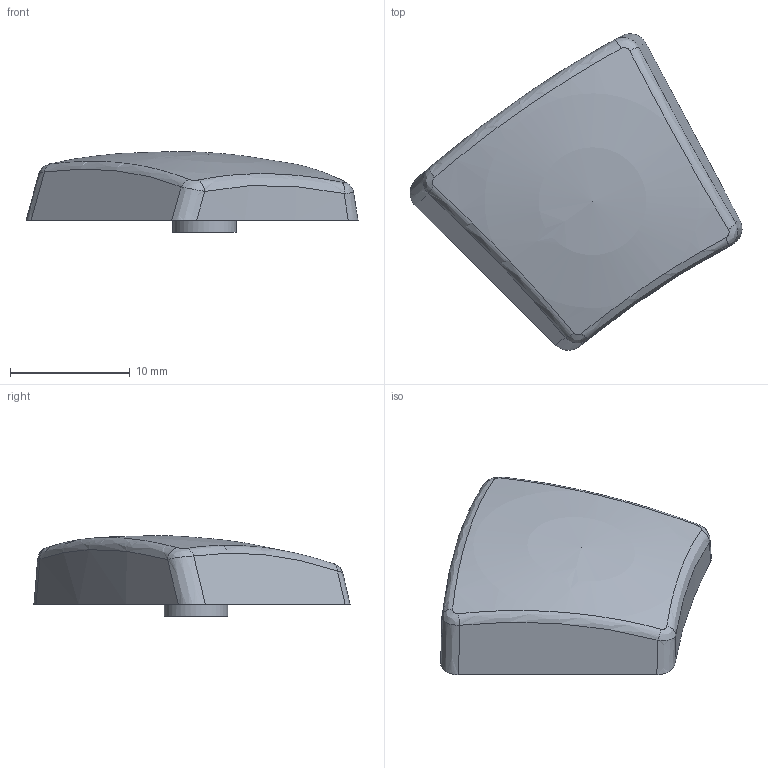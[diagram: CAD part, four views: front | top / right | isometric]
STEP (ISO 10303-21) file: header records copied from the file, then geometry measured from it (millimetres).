
FILE_DESCRIPTION(('HOOPS Exchange Step'),'2;1');
FILE_NAME('temp_export','2024-09-23T19:56:33+02:00',('anaumann'),('Shapr3D Limited'),'HOOPS Exchange 2024.2','Shapr3D','Authorized');
FILE_SCHEMA( ('AP242_MANAGED_MODEL_BASED_3D_ENGINEERING_MIM_LF {1 0 10303 442 1 1 4 }') );
Length unit declared in the file: millimetre
Products named in the file (1): Thumb Outer
Bounding box: 27.72 x 26.42 x 6.75 mm (x, y, z)
Volume: 1479.8 mm3; surface area: 1302.2 mm2
Topology: 1 solids, 1 shells, 63 faces, 153 edges, 94 vertices
Faces by surface type: plane 32, bspline 17, cylinder 7, cone 4, torus 2, sphere 1
Full cylindrical faces by diameter (mm): 5.3 x1
Entity records: 4113 total; most frequent: CARTESIAN_POINT 2759, ORIENTED_EDGE 304, DIRECTION 215, EDGE_CURVE 152, VERTEX_POINT 94, VECTOR 83, LINE 83, AXIS2_PLACEMENT_3D 66
